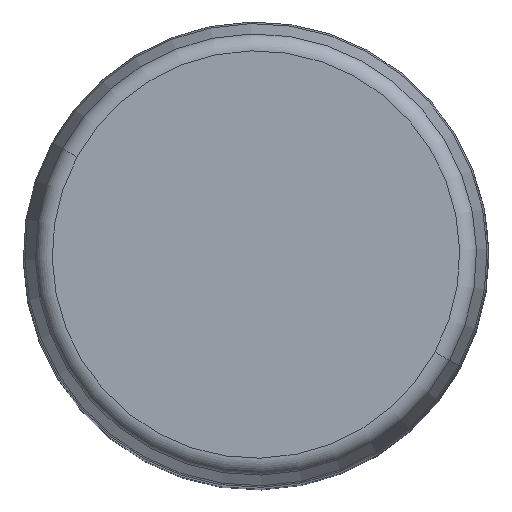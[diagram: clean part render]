
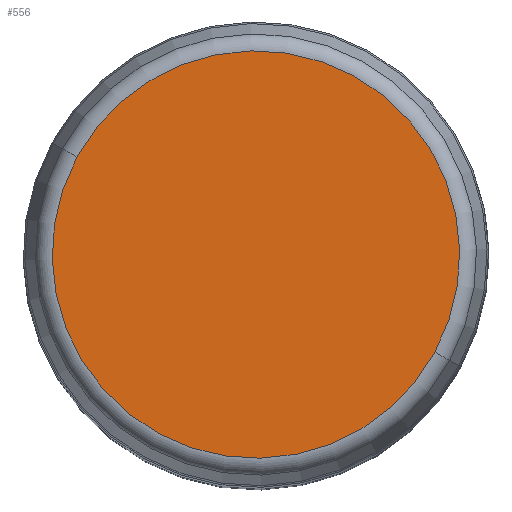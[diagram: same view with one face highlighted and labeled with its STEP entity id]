
A CAD part, top view. The second image highlights one B-rep face of the part: STEP entity #556.
In plain terms, the highlighted planar face has unit normal (0, 0, 1).
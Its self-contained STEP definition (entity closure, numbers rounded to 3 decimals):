
#533=CARTESIAN_POINT('Axis2P3D Location',(0.,0.,180.)) ;
#538=CARTESIAN_POINT('Axis2P3D Location',(0.,0.,180.)) ;
#542=CARTESIAN_POINT('Vertex',(-30.732,16.789,180.)) ;
#544=CARTESIAN_POINT('Vertex',(30.732,-16.789,180.)) ;
#547=CARTESIAN_POINT('Axis2P3D Location',(0.,0.,180.)) ;
#534=DIRECTION('Axis2P3D Direction',(0.,0.,-1.)) ;
#535=DIRECTION('Axis2P3D XDirection',(1.,0.,0.)) ;
#539=DIRECTION('Axis2P3D Direction',(0.,0.,-1.)) ;
#548=DIRECTION('Axis2P3D Direction',(0.,0.,-1.)) ;
#536=AXIS2_PLACEMENT_3D('Plane Axis2P3D',#533,#534,#535) ;
#540=AXIS2_PLACEMENT_3D('Circle Axis2P3D',#538,#539,$) ;
#549=AXIS2_PLACEMENT_3D('Circle Axis2P3D',#547,#548,$) ;
#553=ORIENTED_EDGE('',*,*,#546,.F.) ;
#554=ORIENTED_EDGE('',*,*,#551,.F.) ;
#556=ADVANCED_FACE('PartBody',(#555),#537,.F.) ;
#541=CIRCLE('generated circle',#540,35.019) ;
#550=CIRCLE('generated circle',#549,35.019) ;
#546=EDGE_CURVE('',#543,#545,#541,.T.) ;
#551=EDGE_CURVE('',#545,#543,#550,.T.) ;
#552=EDGE_LOOP('',(#553,#554)) ;
#555=FACE_OUTER_BOUND('',#552,.T.) ;
#537=PLANE('Plane',#536) ;
#543=VERTEX_POINT('',#542) ;
#545=VERTEX_POINT('',#544) ;
